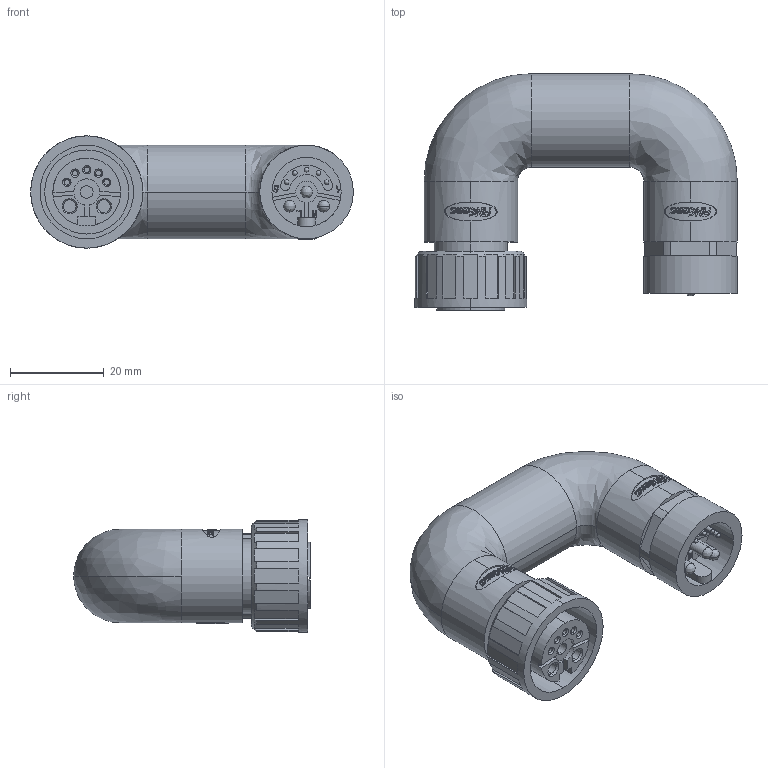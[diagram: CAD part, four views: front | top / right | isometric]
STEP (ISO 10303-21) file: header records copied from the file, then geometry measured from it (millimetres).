
FILE_DESCRIPTION (( 'STEP AP203' ), '1' );
FILE_NAME ('P324.STEP', '2020-04-15T05:44:55', ( 'edpusr' ), ( 'Microsoft' ), 'SwSTEP 2.0', 'SolidWorks 2015', '' );
FILE_SCHEMA (( 'CONFIG_CONTROL_DESIGN' ));
Length unit declared in the file: millimetre
Products named in the file (1): P324
Bounding box: 69 x 50.6 x 24 mm (x, y, z)
Volume: 33955.7 mm3; surface area: 10872.3 mm2
Topology: 1 solids, 1 shells, 686 faces, 1885 edges, 1239 vertices
Faces by surface type: bspline 345, plane 217, cylinder 108, cone 16
Entity records: 32443 total; most frequent: CARTESIAN_POINT 17378, ORIENTED_EDGE 3734, DIRECTION 2045, EDGE_CURVE 1867, VERTEX_POINT 1239, LINE 781, VECTOR 781, B_SPLINE_CURVE_WITH_KNOTS 772
